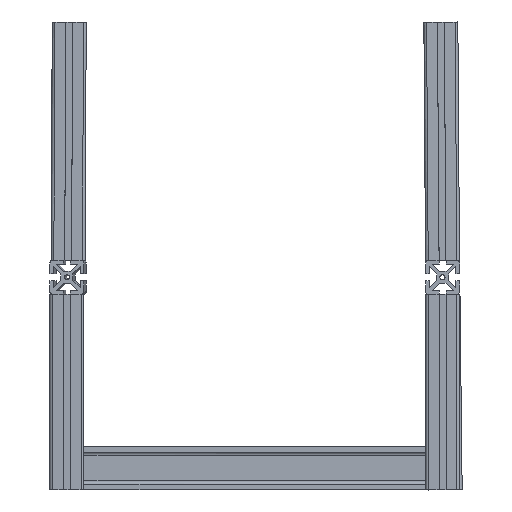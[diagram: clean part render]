
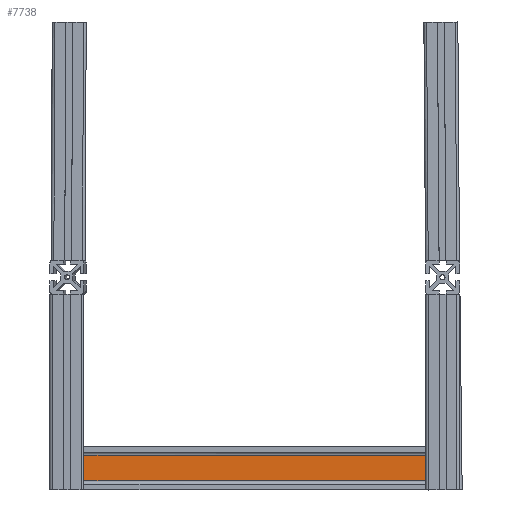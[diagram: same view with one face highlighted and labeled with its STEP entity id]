
A CAD part, left-side view. The second image highlights one B-rep face of the part: STEP entity #7738.
In plain terms, the highlighted face is planar.
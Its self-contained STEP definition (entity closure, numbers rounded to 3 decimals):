
#789=LINE('',#11934,#1795);
#798=LINE('',#11957,#1804);
#805=LINE('',#11972,#1811);
#806=LINE('',#11974,#1812);
#1795=VECTOR('',#9751,1000.);
#1804=VECTOR('',#9766,1000.);
#1811=VECTOR('',#9783,1000.);
#1812=VECTOR('',#9786,1000.);
#2358=PLANE('',#8253);
#3971=ORIENTED_EDGE('',*,*,#5432,.T.);
#3972=ORIENTED_EDGE('',*,*,#5412,.T.);
#3973=ORIENTED_EDGE('',*,*,#5431,.F.);
#3974=ORIENTED_EDGE('',*,*,#5423,.T.);
#5412=EDGE_CURVE('',#6275,#6274,#789,.T.);
#5423=EDGE_CURVE('',#6286,#6285,#798,.T.);
#5431=EDGE_CURVE('',#6286,#6274,#805,.T.);
#5432=EDGE_CURVE('',#6285,#6275,#806,.T.);
#6274=VERTEX_POINT('',#11933);
#6275=VERTEX_POINT('',#11935);
#6285=VERTEX_POINT('',#11956);
#6286=VERTEX_POINT('',#11958);
#6872=EDGE_LOOP('',(#3971,#3972,#3973,#3974));
#7290=FACE_BOUND('',#6872,.T.);
#7738=ADVANCED_FACE('',(#7290),#2358,.T.);
#8253=AXIS2_PLACEMENT_3D('',#11973,#9784,#9785);
#9751=DIRECTION('',(0.,0.,1.));
#9766=DIRECTION('',(0.,0.,-1.));
#9783=DIRECTION('',(0.,1.,0.));
#9784=DIRECTION('',(1.,0.,0.));
#9785=DIRECTION('',(0.,-1.,0.));
#9786=DIRECTION('',(0.,1.,0.));
#11933=CARTESIAN_POINT('',(4.318,422.,14.986));
#11934=CARTESIAN_POINT('',(4.318,422.,14.986));
#11935=CARTESIAN_POINT('',(4.318,422.,-14.986));
#11956=CARTESIAN_POINT('',(4.318,20.147,-14.986));
#11957=CARTESIAN_POINT('',(4.318,20.147,14.986));
#11958=CARTESIAN_POINT('',(4.318,20.147,14.986));
#11972=CARTESIAN_POINT('',(4.318,0.,14.986));
#11973=CARTESIAN_POINT('',(4.318,0.,14.986));
#11974=CARTESIAN_POINT('',(4.318,0.,-14.986));
